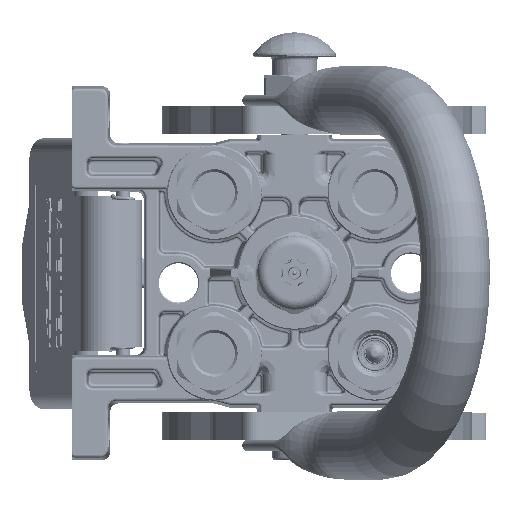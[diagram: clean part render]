
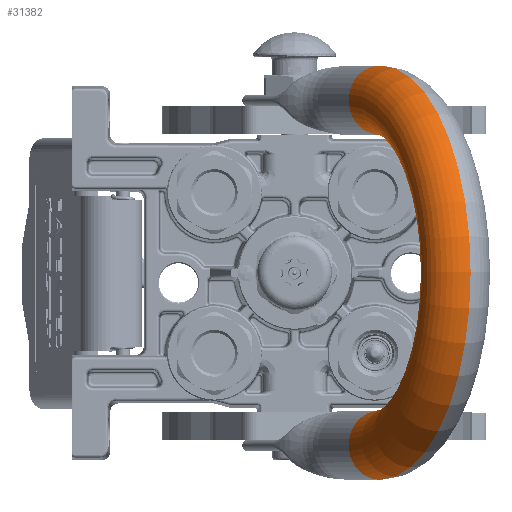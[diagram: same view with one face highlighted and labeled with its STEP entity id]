
A CAD part, top view. The second image highlights one B-rep face of the part: STEP entity #31382.
In plain terms, the highlighted toroidal (fillet/blend) face has major radius 62.25 mm and minor radius 12.5 mm.
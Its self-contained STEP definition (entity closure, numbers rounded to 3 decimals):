
#241 = DIRECTION ( 'NONE',  ( 0., 1., 0. ) ) ;
#13109 = DIRECTION ( 'NONE',  ( -1., 0., 0. ) ) ;
#16432 = DIRECTION ( 'NONE',  ( -1., 0., 0. ) ) ;
#18182 = CARTESIAN_POINT ( 'NONE',  ( 0., 0., 25.25 ) ) ;
#20088 = AXIS2_PLACEMENT_3D ( 'NONE', #178546, #230024, #16432 ) ;
#22951 = DIRECTION ( 'NONE',  ( -1., 0., 0. ) ) ;
#30551 = AXIS2_PLACEMENT_3D ( 'NONE', #68409, #226680, #13109 ) ;
#31382 = ADVANCED_FACE ( 'NONE', ( #177819 ), #52631, .T. ) ;
#35622 = EDGE_CURVE ( 'NONE', #169654, #127566, #180498, .T. ) ;
#49183 = CARTESIAN_POINT ( 'NONE',  ( -74.75, 0., 25.25 ) ) ;
#51858 = VERTEX_POINT ( 'NONE', #212582 ) ;
#52631 = TOROIDAL_SURFACE ( 'NONE', #69383, 62.25, 12.5 ) ;
#55838 = ORIENTED_EDGE ( 'NONE', *, *, #78550, .F. ) ;
#62280 = ORIENTED_EDGE ( 'NONE', *, *, #35622, .F. ) ;
#63852 = CIRCLE ( 'NONE', #20088, 12.5 ) ;
#68234 = DIRECTION ( 'NONE',  ( 0., 0., -1. ) ) ;
#68409 = CARTESIAN_POINT ( 'NONE',  ( 0., 0., 25.25 ) ) ;
#69383 = AXIS2_PLACEMENT_3D ( 'NONE', #18182, #241, #231004 ) ;
#71752 = EDGE_CURVE ( 'NONE', #51858, #127566, #110808, .T. ) ;
#78550 = EDGE_CURVE ( 'NONE', #90055, #169654, #138727, .T. ) ;
#90055 = VERTEX_POINT ( 'NONE', #49183 ) ;
#102514 = DIRECTION ( 'NONE',  ( 1., 0., 0. ) ) ;
#110808 = CIRCLE ( 'NONE', #171462, 49.75 ) ;
#112021 = EDGE_CURVE ( 'NONE', #90055, #51858, #63852, .T. ) ;
#123665 = EDGE_LOOP ( 'NONE', ( #220130, #62280, #55838, #186994 ) ) ;
#127566 = VERTEX_POINT ( 'NONE', #199862 ) ;
#129660 = DIRECTION ( 'NONE',  ( 0., 1., 0. ) ) ;
#138727 = CIRCLE ( 'NONE', #30551, 74.75 ) ;
#150595 = AXIS2_PLACEMENT_3D ( 'NONE', #156341, #68234, #102514 ) ;
#156341 = CARTESIAN_POINT ( 'NONE',  ( 62.25, 0., 25.25 ) ) ;
#169654 = VERTEX_POINT ( 'NONE', #202217 ) ;
#171462 = AXIS2_PLACEMENT_3D ( 'NONE', #201436, #129660, #22951 ) ;
#177819 = FACE_OUTER_BOUND ( 'NONE', #123665, .T. ) ;
#178546 = CARTESIAN_POINT ( 'NONE',  ( -62.25, 0., 25.25 ) ) ;
#180498 = CIRCLE ( 'NONE', #150595, 12.5 ) ;
#186994 = ORIENTED_EDGE ( 'NONE', *, *, #112021, .T. ) ;
#199862 = CARTESIAN_POINT ( 'NONE',  ( 49.75, 0., 25.25 ) ) ;
#201436 = CARTESIAN_POINT ( 'NONE',  ( 0., 0., 25.25 ) ) ;
#202217 = CARTESIAN_POINT ( 'NONE',  ( 74.75, 0., 25.25 ) ) ;
#212582 = CARTESIAN_POINT ( 'NONE',  ( -49.75, 0., 25.25 ) ) ;
#220130 = ORIENTED_EDGE ( 'NONE', *, *, #71752, .T. ) ;
#226680 = DIRECTION ( 'NONE',  ( 0., 1., 0. ) ) ;
#230024 = DIRECTION ( 'NONE',  ( 0., 0., 1. ) ) ;
#231004 = DIRECTION ( 'NONE',  ( 1., 0., 0. ) ) ;
